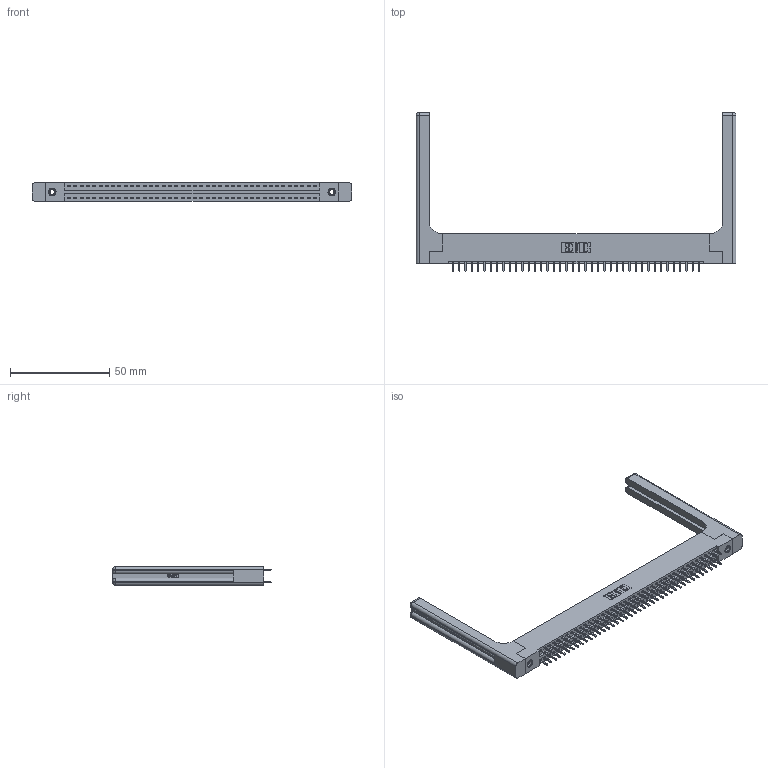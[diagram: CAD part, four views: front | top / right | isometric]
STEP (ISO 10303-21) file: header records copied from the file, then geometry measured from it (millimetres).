
FILE_DESCRIPTION (( 'STEP AP203' ), '1' );
FILE_NAME ('396-080-521-258.STEP', '2019-10-30T22:35:29', ( '' ), ( '' ), 'SwSTEP 2.0', 'SolidWorks 2016', '' );
FILE_SCHEMA (( 'CONFIG_CONTROL_DESIGN' ));
Length unit declared in the file: inch
Products named in the file (5): 346-220-058_345-220-058; 346 Part_Flush Mounting Lugs - 0.156 Dia-TH; 345-292-001_345-293-121; 396-080-521-258; 345-250-001_345-250-001-102
Assembly tree (85 placements, depth 2):
  396-080-521-258
    346 Part_Flush Mounting Lugs - 0.156 Dia-TH
    345-292-001_345-293-121  x80
    345-250-001_345-250-001-102  x2
    346-220-058_345-220-058  x2
Bounding box: 161.06 x 80.01 x 9.4 mm (x, y, z)
Volume: 23151.5 mm3; surface area: 26243.5 mm2
Topology: 85 solids, 85 shells, 4538 faces, 13395 edges, 8802 vertices
Faces by surface type: plane 3024, cylinder 1454, bspline 36, cone 12, sphere 8, torus 4
Entity records: 31574 total; most frequent: CARTESIAN_POINT 6213, ORIENTED_EDGE 4944, DIRECTION 4460, EDGE_CURVE 2472, VECTOR 2088, LINE 2088, VERTEX_POINT 1638, AXIS2_PLACEMENT_3D 1186
